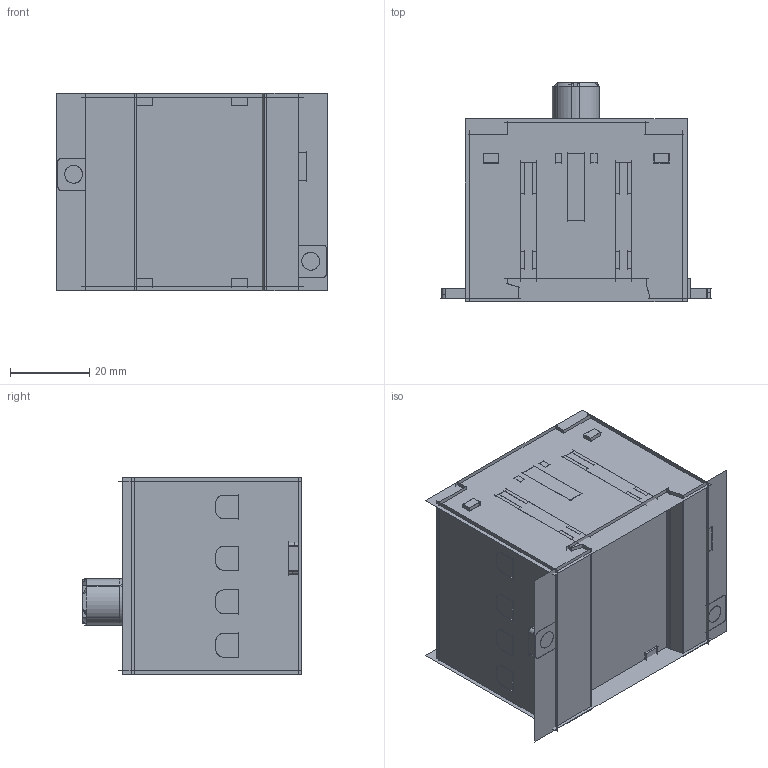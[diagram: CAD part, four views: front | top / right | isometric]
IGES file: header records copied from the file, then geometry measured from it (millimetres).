
Start section:  PTC IGES file: OT16-40F4N1.igs
Global section: file name: OT16-40F4N1.igs; native system: Creo Parametric by PTC Inc.; preprocessor: 2019164; author: FISAPAA1; organization: Unknown; date: 20200603.121525; units: millimetre
Bounding box: 68.7 x 55.59 x 49.98 mm (x, y, z)
Surface area: 41379.4 mm2 (no closed solid volume)
Topology: 0 solids, 0 shells, 592 faces, 8461 edges, 10972 vertices
Faces by surface type: bspline 452, revolution 140
